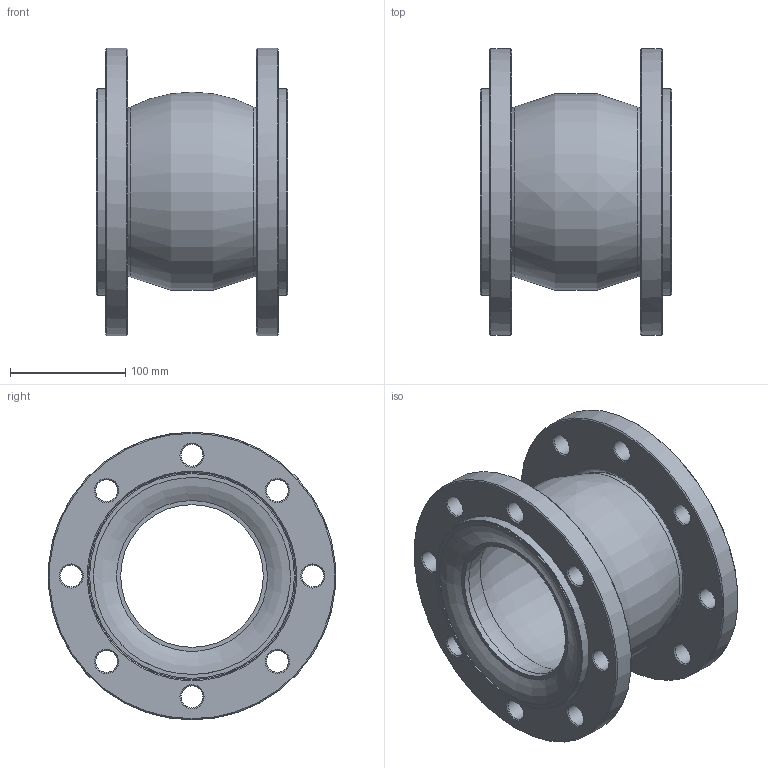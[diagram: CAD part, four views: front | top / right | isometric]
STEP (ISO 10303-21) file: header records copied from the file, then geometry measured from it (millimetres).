
FILE_DESCRIPTION(('HOOPS Exchange Step'),'2;1');
FILE_NAME('KP01_DN125.stp','2025-12-08T09:52:09+01:00',('nieru'),('Unknown organisation'),'HOOPS Exchange 2024.2','HOOPS Exchange','Unknown authorisation');
FILE_SCHEMA( ('AP203_CONFIGURATION_CONTROLLED_3D_DESIGN_OF_MECHANICAL_PARTS_AND_ASSEMBLIES_MIM_LF') );
Length unit declared in the file: millimetre
Products named in the file (3): 0; root
Assembly tree (2 placements, depth 3):
  root
    0
      0
Bounding box: 166 x 249.24 x 250 mm (x, y, z)
Volume: 1865224.8 mm3; surface area: 387823.1 mm2
Topology: 3 solids, 3 shells, 100 faces, 317 edges, 231 vertices
Faces by surface type: cone 38, cylinder 26, bspline 16, plane 14, torus 6
Full cylindrical faces by diameter (mm): 19 x16, 124 x2, 144.898 x2, 178 x2, 180 x2, 250 x2
Entity records: 50023 total; most frequent: CARTESIAN_POINT 47407, ORIENTED_EDGE 634, DIRECTION 342, EDGE_CURVE 317, VERTEX_POINT 231, B_SPLINE_CURVE_WITH_KNOTS 200, EDGE_LOOP 146, FACE_BOUND 146
